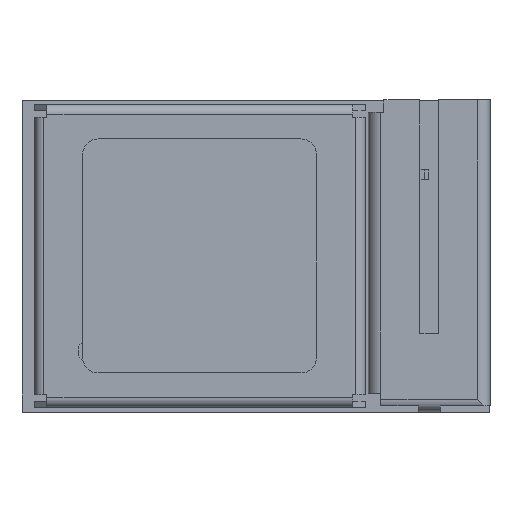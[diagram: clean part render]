
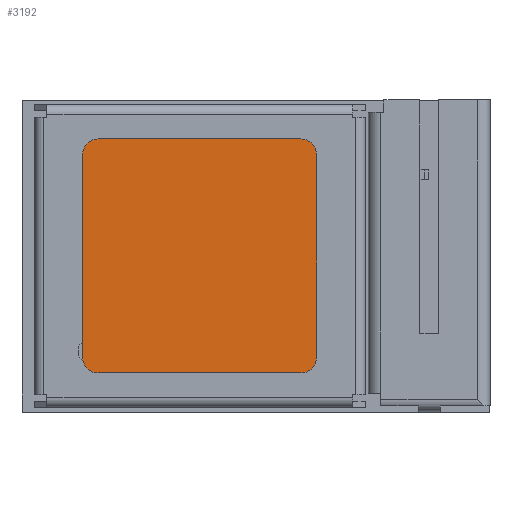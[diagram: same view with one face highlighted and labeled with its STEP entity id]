
A CAD part, top view. The second image highlights one B-rep face of the part: STEP entity #3192.
In plain terms, the highlighted planar face has unit normal (0, 0, 1).
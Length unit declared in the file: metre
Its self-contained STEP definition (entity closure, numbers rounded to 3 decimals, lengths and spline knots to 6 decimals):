
#3192=ADVANCED_FACE('',(#5229),#5230,.T.);
#5229=FACE_OUTER_BOUND('',#6910,.T.);
#5230=PLANE('',#6911);
#6910=EDGE_LOOP('',(#9843,#9844,#9845,#9846,#9847,#9848,#9849,#9850));
#6911=AXIS2_PLACEMENT_3D('',#9851,#9852,#9853);
#9843=ORIENTED_EDGE('',*,*,#11621,.T.);
#9844=ORIENTED_EDGE('',*,*,#12303,.T.);
#9845=ORIENTED_EDGE('',*,*,#11880,.T.);
#9846=ORIENTED_EDGE('',*,*,#11889,.T.);
#9847=ORIENTED_EDGE('',*,*,#12457,.T.);
#9848=ORIENTED_EDGE('',*,*,#11993,.T.);
#9849=ORIENTED_EDGE('',*,*,#12701,.T.);
#9850=ORIENTED_EDGE('',*,*,#12716,.T.);
#9851=CARTESIAN_POINT('',(-0.00658,-0.00244,-0.000664));
#9852=DIRECTION('',(0.,0.,1.));
#9853=DIRECTION('',(1.,0.,0.));
#11621=EDGE_CURVE('',#13181,#13179,#13182,.T.);
#11880=EDGE_CURVE('',#13630,#13631,#13632,.T.);
#11889=EDGE_CURVE('',#13631,#13645,#13646,.T.);
#11993=EDGE_CURVE('',#13825,#13826,#13827,.T.);
#12303=EDGE_CURVE('',#13179,#13630,#14323,.T.);
#12457=EDGE_CURVE('',#13645,#13825,#14550,.T.);
#12701=EDGE_CURVE('',#13826,#14869,#14871,.T.);
#12716=EDGE_CURVE('',#14869,#13181,#14890,.T.);
#13179=VERTEX_POINT('',#15433);
#13181=VERTEX_POINT('',#15436);
#13182=LINE('',#15437,#15438);
#13630=VERTEX_POINT('',#16075);
#13631=VERTEX_POINT('',#16076);
#13632=LINE('',#16077,#16078);
#13645=VERTEX_POINT('',#16097);
#13646=CIRCLE('',#16098,0.0005);
#13825=VERTEX_POINT('',#16349);
#13826=VERTEX_POINT('',#16350);
#13827=CIRCLE('',#16351,0.0005);
#14323=CIRCLE('',#17067,0.0005);
#14550=LINE('',#17397,#17398);
#14869=VERTEX_POINT('',#17866);
#14871=LINE('',#17869,#17870);
#14890=CIRCLE('',#17896,0.0005);
#15433=CARTESIAN_POINT('',(-0.00608,0.00506,-0.000664));
#15436=CARTESIAN_POINT('',(0.00042,0.00506,-0.000664));
#15437=CARTESIAN_POINT('',(0.00092,0.00506,-0.000664));
#15438=VECTOR('',#18564,1.);
#16075=CARTESIAN_POINT('',(-0.00658,0.00456,-0.000664));
#16076=CARTESIAN_POINT('',(-0.00658,-0.00194,-0.000664));
#16077=CARTESIAN_POINT('',(-0.00658,0.00506,-0.000664));
#16078=VECTOR('',#18799,1.);
#16097=CARTESIAN_POINT('',(-0.00608,-0.00244,-0.000664));
#16098=AXIS2_PLACEMENT_3D('',#18806,#18807,#18808);
#16349=CARTESIAN_POINT('',(0.00042,-0.00244,-0.000664));
#16350=CARTESIAN_POINT('',(0.00092,-0.00194,-0.000664));
#16351=AXIS2_PLACEMENT_3D('',#18908,#18909,#18910);
#17067=AXIS2_PLACEMENT_3D('',#19197,#19198,#19199);
#17397=CARTESIAN_POINT('',(-0.00658,-0.00244,-0.000664));
#17398=VECTOR('',#19345,1.);
#17866=CARTESIAN_POINT('',(0.00092,0.00456,-0.000664));
#17869=CARTESIAN_POINT('',(0.00092,-0.00244,-0.000664));
#17870=VECTOR('',#19541,1.);
#17896=AXIS2_PLACEMENT_3D('',#19555,#19556,#19557);
#18564=DIRECTION('',(-1.,0.,0.));
#18799=DIRECTION('',(0.,-1.,0.));
#18806=CARTESIAN_POINT('',(-0.00608,-0.00194,-0.000664));
#18807=DIRECTION('',(0.,0.,1.));
#18808=DIRECTION('',(1.,0.,0.));
#18908=CARTESIAN_POINT('',(0.00042,-0.00194,-0.000664));
#18909=DIRECTION('',(0.,0.,1.));
#18910=DIRECTION('',(1.,0.,0.));
#19197=CARTESIAN_POINT('',(-0.00608,0.00456,-0.000664));
#19198=DIRECTION('',(0.,0.,1.));
#19199=DIRECTION('',(1.,0.,0.));
#19345=DIRECTION('',(1.,0.,0.));
#19541=DIRECTION('',(0.,1.,0.));
#19555=CARTESIAN_POINT('',(0.00042,0.00456,-0.000664));
#19556=DIRECTION('',(0.,0.,1.));
#19557=DIRECTION('',(1.,0.,0.));
